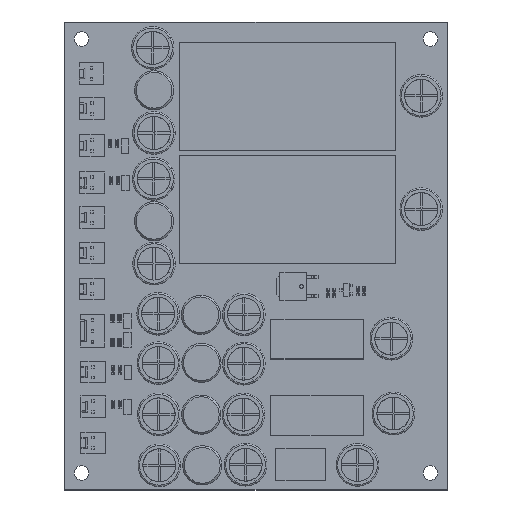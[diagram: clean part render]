
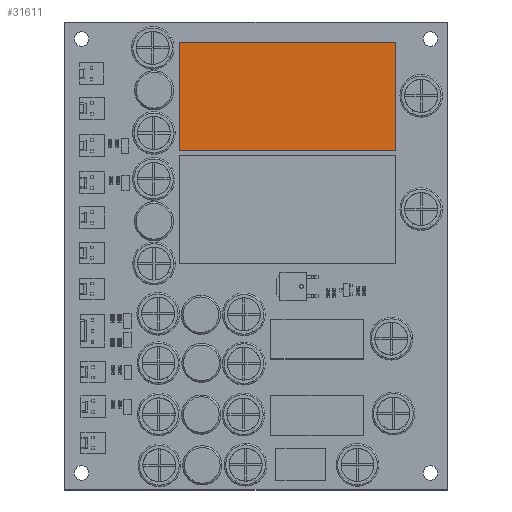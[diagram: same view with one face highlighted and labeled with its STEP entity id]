
A CAD part, top view. The second image highlights one B-rep face of the part: STEP entity #31611.
In plain terms, the highlighted planar face has unit normal (0, 0, 1).
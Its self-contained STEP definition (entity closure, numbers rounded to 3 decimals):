
#31482 = VERTEX_POINT('',#31483);
#31483 = CARTESIAN_POINT('',(25.4,-12.7,11.27));
#31489 = EDGE_CURVE('',#31482,#31490,#31492,.T.);
#31490 = VERTEX_POINT('',#31491);
#31491 = CARTESIAN_POINT('',(-25.4,-12.7,11.27));
#31492 = LINE('',#31493,#31494);
#31493 = CARTESIAN_POINT('',(25.4,-12.7,11.27));
#31494 = VECTOR('',#31495,1.);
#31495 = DIRECTION('',(-1.,0.,0.));
#31520 = EDGE_CURVE('',#31490,#31521,#31523,.T.);
#31521 = VERTEX_POINT('',#31522);
#31522 = CARTESIAN_POINT('',(-25.4,12.7,11.27));
#31523 = LINE('',#31524,#31525);
#31524 = CARTESIAN_POINT('',(-25.4,-12.7,11.27));
#31525 = VECTOR('',#31526,1.);
#31526 = DIRECTION('',(0.,1.,0.));
#31551 = EDGE_CURVE('',#31521,#31552,#31554,.T.);
#31552 = VERTEX_POINT('',#31553);
#31553 = CARTESIAN_POINT('',(25.4,12.7,11.27));
#31554 = LINE('',#31555,#31556);
#31555 = CARTESIAN_POINT('',(-25.4,12.7,11.27));
#31556 = VECTOR('',#31557,1.);
#31557 = DIRECTION('',(1.,0.,0.));
#31582 = EDGE_CURVE('',#31552,#31482,#31583,.T.);
#31583 = LINE('',#31584,#31585);
#31584 = CARTESIAN_POINT('',(25.4,12.7,11.27));
#31585 = VECTOR('',#31586,1.);
#31586 = DIRECTION('',(0.,-1.,0.));
#31611 = ADVANCED_FACE('',(#31612),#31618,.T.);
#31612 = FACE_BOUND('',#31613,.F.);
#31613 = EDGE_LOOP('',(#31614,#31615,#31616,#31617));
#31614 = ORIENTED_EDGE('',*,*,#31489,.T.);
#31615 = ORIENTED_EDGE('',*,*,#31520,.T.);
#31616 = ORIENTED_EDGE('',*,*,#31551,.T.);
#31617 = ORIENTED_EDGE('',*,*,#31582,.T.);
#31618 = PLANE('',#31619);
#31619 = AXIS2_PLACEMENT_3D('',#31620,#31621,#31622);
#31620 = CARTESIAN_POINT('',(25.4,-12.7,11.27));
#31621 = DIRECTION('',(0.,0.,1.));
#31622 = DIRECTION('',(1.,0.,0.));
